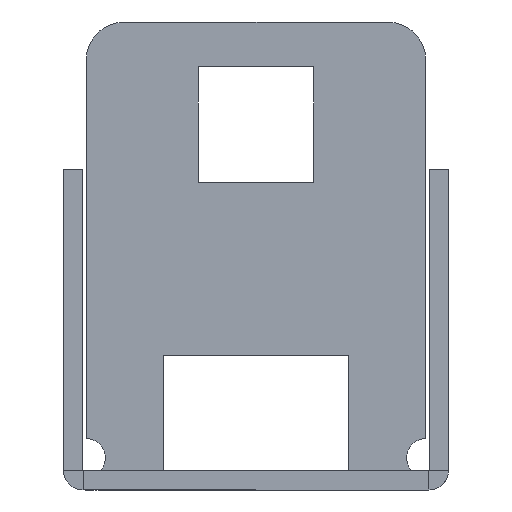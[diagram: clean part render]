
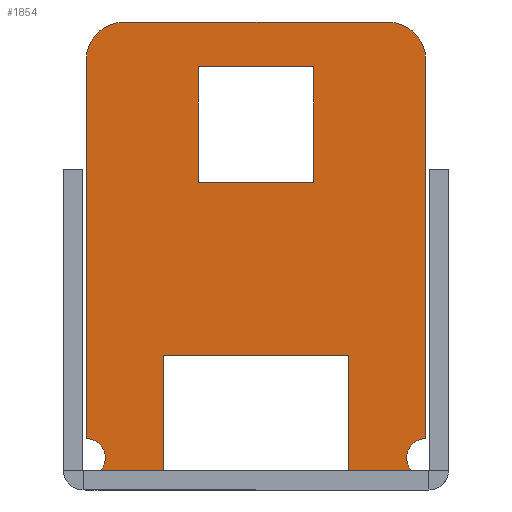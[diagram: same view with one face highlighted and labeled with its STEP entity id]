
A CAD part, left-side view. The second image highlights one B-rep face of the part: STEP entity #1854.
In plain terms, the highlighted planar face has unit normal (-1, 0, 0).
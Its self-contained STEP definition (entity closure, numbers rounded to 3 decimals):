
#640 = EDGE_LOOP ( 'NONE', ( #1112, #1110, #1044, #1086 ) ) ;
#720 = EDGE_LOOP ( 'NONE', ( #1098, #1074, #1061, #1114, #1048, #1046, #1087, #1099, #1075, #1062, #1115, #1113 ) ) ;
#1044 = ORIENTED_EDGE ( 'NONE', *, *, #9107, .T. ) ;
#1046 = ORIENTED_EDGE ( 'NONE', *, *, #9252, .F. ) ;
#1048 = ORIENTED_EDGE ( 'NONE', *, *, #9105, .F. ) ;
#1061 = ORIENTED_EDGE ( 'NONE', *, *, #9109, .F. ) ;
#1062 = ORIENTED_EDGE ( 'NONE', *, *, #9263, .F. ) ;
#1074 = ORIENTED_EDGE ( 'NONE', *, *, #9021, .T. ) ;
#1075 = ORIENTED_EDGE ( 'NONE', *, *, #9093, .F. ) ;
#1086 = ORIENTED_EDGE ( 'NONE', *, *, #9251, .T. ) ;
#1087 = ORIENTED_EDGE ( 'NONE', *, *, #9088, .F. ) ;
#1098 = ORIENTED_EDGE ( 'NONE', *, *, #9103, .F. ) ;
#1099 = ORIENTED_EDGE ( 'NONE', *, *, #9253, .F. ) ;
#1110 = ORIENTED_EDGE ( 'NONE', *, *, #9248, .T. ) ;
#1112 = ORIENTED_EDGE ( 'NONE', *, *, #9249, .T. ) ;
#1113 = ORIENTED_EDGE ( 'NONE', *, *, #9264, .F. ) ;
#1114 = ORIENTED_EDGE ( 'NONE', *, *, #9567, .T. ) ;
#1115 = ORIENTED_EDGE ( 'NONE', *, *, #9098, .F. ) ;
#1152 = DIRECTION ( 'NONE',  ( -1., 0., 0. ) ) ;
#1153 = DIRECTION ( 'NONE',  ( 0., 0., 1. ) ) ;
#1164 = CARTESIAN_POINT ( 'NONE',  ( 221.25, 10.25, 33.5 ) ) ;
#1630 = AXIS2_PLACEMENT_3D ( 'NONE', #1164, #1152, #1153 ) ;
#1668 = AXIS2_PLACEMENT_3D ( 'NONE', #6664, #6641, #6715 ) ;
#1674 = AXIS2_PLACEMENT_3D ( 'NONE', #6681, #6682, #6683 ) ;
#1724 = AXIS2_PLACEMENT_3D ( 'NONE', #8203, #8201, #8200 ) ;
#1854 = ADVANCED_FACE ( 'NONE', ( #3710, #3518 ), #4917, .T. ) ;
#3518 = FACE_OUTER_BOUND ( 'NONE', #720, .T. ) ;
#3710 = FACE_BOUND ( 'NONE', #640, .T. ) ;
#4911 = DIRECTION ( 'NONE',  ( 0., 0., 1. ) ) ;
#4912 = DIRECTION ( 'NONE',  ( -1., 0., 0. ) ) ;
#4917 = PLANE ( 'NONE',  #7771 ) ;
#4918 = CARTESIAN_POINT ( 'NONE',  ( 221.25, 13.25, 1.5 ) ) ;
#5970 = VERTEX_POINT ( 'NONE', #8846 ) ;
#6034 = VERTEX_POINT ( 'NONE', #8808 ) ;
#6076 = VERTEX_POINT ( 'NONE', #8758 ) ;
#6095 = VERTEX_POINT ( 'NONE', #8736 ) ;
#6112 = VERTEX_POINT ( 'NONE', #8716 ) ;
#6115 = VERTEX_POINT ( 'NONE', #8712 ) ;
#6119 = VERTEX_POINT ( 'NONE', #8708 ) ;
#6128 = VERTEX_POINT ( 'NONE', #8698 ) ;
#6147 = VERTEX_POINT ( 'NONE', #8678 ) ;
#6160 = VERTEX_POINT ( 'NONE', #8665 ) ;
#6165 = VERTEX_POINT ( 'NONE', #8658 ) ;
#6166 = VERTEX_POINT ( 'NONE', #8657 ) ;
#6168 = VERTEX_POINT ( 'NONE', #8655 ) ;
#6170 = VERTEX_POINT ( 'NONE', #8653 ) ;
#6180 = VERTEX_POINT ( 'NONE', #8642 ) ;
#6235 = VERTEX_POINT ( 'NONE', #8580 ) ;
#6486 = CARTESIAN_POINT ( 'NONE',  ( 221.25, -13.25, 36.5 ) ) ;
#6544 = DIRECTION ( 'NONE',  ( 0., 0., 1. ) ) ;
#6572 = DIRECTION ( 'NONE',  ( 0., 1., 0. ) ) ;
#6641 = DIRECTION ( 'NONE',  ( -1., 0., 0. ) ) ;
#6642 = CARTESIAN_POINT ( 'NONE',  ( 221.25, -7.25, -15.5 ) ) ;
#6659 = DIRECTION ( 'NONE',  ( 0., -1., 0. ) ) ;
#6664 = CARTESIAN_POINT ( 'NONE',  ( 221.25, -13.25, 2.504 ) ) ;
#6675 = CARTESIAN_POINT ( 'NONE',  ( 221.25, 7.25, -15.5 ) ) ;
#6676 = DIRECTION ( 'NONE',  ( 0., 0., -1. ) ) ;
#6681 = CARTESIAN_POINT ( 'NONE',  ( 221.25, 13.25, 2.504 ) ) ;
#6682 = DIRECTION ( 'NONE',  ( -1., 0., 0. ) ) ;
#6683 = DIRECTION ( 'NONE',  ( 0., 0., 1. ) ) ;
#6684 = DIRECTION ( 'NONE',  ( 0., 0., 1. ) ) ;
#6686 = DIRECTION ( 'NONE',  ( 0., 0., -1. ) ) ;
#6687 = DIRECTION ( 'NONE',  ( 0., -1., 0. ) ) ;
#6691 = CARTESIAN_POINT ( 'NONE',  ( 221.25, 4.5, 33. ) ) ;
#6697 = CARTESIAN_POINT ( 'NONE',  ( 221.25, 4.5, 33. ) ) ;
#6715 = DIRECTION ( 'NONE',  ( 0., 0., -1. ) ) ;
#6974 = CARTESIAN_POINT ( 'NONE',  ( 221.25, -4.5, 33. ) ) ;
#7014 = LINE ( 'NONE', #7970, #7085 ) ;
#7085 = VECTOR ( 'NONE', #7969, 1000. ) ;
#7088 = CIRCLE ( 'NONE', #1724, 3. ) ;
#7115 = VECTOR ( 'NONE', #6659, 1000. ) ;
#7154 = VECTOR ( 'NONE', #6572, 1000. ) ;
#7155 = VECTOR ( 'NONE', #7984, 1000. ) ;
#7203 = LINE ( 'NONE', #7985, #7155 ) ;
#7235 = LINE ( 'NONE', #6486, #7115 ) ;
#7248 = VECTOR ( 'NONE', #7940, 1000. ) ;
#7274 = VECTOR ( 'NONE', #7946, 1000. ) ;
#7340 = LINE ( 'NONE', #7965, #7274 ) ;
#7351 = LINE ( 'NONE', #7942, #7154 ) ;
#7382 = VECTOR ( 'NONE', #7957, 1000. ) ;
#7391 = LINE ( 'NONE', #7958, #7382 ) ;
#7403 = LINE ( 'NONE', #7948, #7248 ) ;
#7462 = VECTOR ( 'NONE', #6544, 1000. ) ;
#7469 = VECTOR ( 'NONE', #6676, 1000. ) ;
#7485 = CIRCLE ( 'NONE', #1668, 1.5 ) ;
#7558 = LINE ( 'NONE', #6691, #7667 ) ;
#7579 = VECTOR ( 'NONE', #6686, 1000. ) ;
#7580 = LINE ( 'NONE', #6974, #7579 ) ;
#7611 = LINE ( 'NONE', #6697, #7653 ) ;
#7622 = LINE ( 'NONE', #6675, #7469 ) ;
#7653 = VECTOR ( 'NONE', #6684, 1000. ) ;
#7657 = LINE ( 'NONE', #6642, #7462 ) ;
#7663 = CIRCLE ( 'NONE', #1674, 1.5 ) ;
#7667 = VECTOR ( 'NONE', #6687, 1000. ) ;
#7771 = AXIS2_PLACEMENT_3D ( 'NONE', #4918, #4912, #4911 ) ;
#7940 = DIRECTION ( 'NONE',  ( 0., 0., 1. ) ) ;
#7942 = CARTESIAN_POINT ( 'NONE',  ( 221.25, 4.5, 24. ) ) ;
#7946 = DIRECTION ( 'NONE',  ( 0., 0., -1. ) ) ;
#7948 = CARTESIAN_POINT ( 'NONE',  ( 221.25, 13.25, 36.5 ) ) ;
#7957 = DIRECTION ( 'NONE',  ( 0., 1., 0. ) ) ;
#7958 = CARTESIAN_POINT ( 'NONE',  ( 221.25, -13.25, 1.51 ) ) ;
#7965 = CARTESIAN_POINT ( 'NONE',  ( 221.25, -13.25, 1.5 ) ) ;
#7969 = DIRECTION ( 'NONE',  ( 0., 1., 0. ) ) ;
#7970 = CARTESIAN_POINT ( 'NONE',  ( 221.25, 7.25, 10.5 ) ) ;
#7984 = DIRECTION ( 'NONE',  ( 0., 1., 0. ) ) ;
#7985 = CARTESIAN_POINT ( 'NONE',  ( 221.25, -13.25, 1.51 ) ) ;
#8200 = DIRECTION ( 'NONE',  ( 0., 0., 1. ) ) ;
#8201 = DIRECTION ( 'NONE',  ( -1., 0., 0. ) ) ;
#8203 = CARTESIAN_POINT ( 'NONE',  ( 221.25, -10.25, 33.5 ) ) ;
#8580 = CARTESIAN_POINT ( 'NONE',  ( 221.25, 10.25, 36.5 ) ) ;
#8642 = CARTESIAN_POINT ( 'NONE',  ( 221.25, -10.25, 36.5 ) ) ;
#8653 = CARTESIAN_POINT ( 'NONE',  ( 221.25, 4.5, 33. ) ) ;
#8655 = CARTESIAN_POINT ( 'NONE',  ( 221.25, -4.5, 24. ) ) ;
#8657 = CARTESIAN_POINT ( 'NONE',  ( 221.25, -7.25, 1.51 ) ) ;
#8658 = CARTESIAN_POINT ( 'NONE',  ( 221.25, -13.25, 4.004 ) ) ;
#8665 = CARTESIAN_POINT ( 'NONE',  ( 221.25, 13.25, 33.5 ) ) ;
#8678 = CARTESIAN_POINT ( 'NONE',  ( 221.25, -13.25, 33.5 ) ) ;
#8698 = CARTESIAN_POINT ( 'NONE',  ( 221.25, 7.25, 1.51 ) ) ;
#8708 = CARTESIAN_POINT ( 'NONE',  ( 221.25, 12.127, 1.51 ) ) ;
#8712 = CARTESIAN_POINT ( 'NONE',  ( 221.25, -12.127, 1.51 ) ) ;
#8716 = CARTESIAN_POINT ( 'NONE',  ( 221.25, 13.25, 4.004 ) ) ;
#8736 = CARTESIAN_POINT ( 'NONE',  ( 221.25, -7.25, 10.5 ) ) ;
#8758 = CARTESIAN_POINT ( 'NONE',  ( 221.25, 7.25, 10.5 ) ) ;
#8808 = CARTESIAN_POINT ( 'NONE',  ( 221.25, -4.5, 33. ) ) ;
#8846 = CARTESIAN_POINT ( 'NONE',  ( 221.25, 4.5, 24. ) ) ;
#9021 = EDGE_CURVE ( 'NONE', #6147, #6180, #7088, .T. ) ;
#9088 = EDGE_CURVE ( 'NONE', #6128, #6119, #7203, .T. ) ;
#9093 = EDGE_CURVE ( 'NONE', #6095, #6076, #7014, .T. ) ;
#9098 = EDGE_CURVE ( 'NONE', #6115, #6166, #7391, .T. ) ;
#9103 = EDGE_CURVE ( 'NONE', #6147, #6165, #7340, .T. ) ;
#9105 = EDGE_CURVE ( 'NONE', #6112, #6160, #7403, .T. ) ;
#9107 = EDGE_CURVE ( 'NONE', #6168, #5970, #7351, .T. ) ;
#9109 = EDGE_CURVE ( 'NONE', #6235, #6180, #7235, .T. ) ;
#9248 = EDGE_CURVE ( 'NONE', #6034, #6168, #7580, .T. ) ;
#9249 = EDGE_CURVE ( 'NONE', #6170, #6034, #7558, .T. ) ;
#9251 = EDGE_CURVE ( 'NONE', #5970, #6170, #7611, .T. ) ;
#9252 = EDGE_CURVE ( 'NONE', #6119, #6112, #7663, .T. ) ;
#9253 = EDGE_CURVE ( 'NONE', #6076, #6128, #7622, .T. ) ;
#9263 = EDGE_CURVE ( 'NONE', #6166, #6095, #7657, .T. ) ;
#9264 = EDGE_CURVE ( 'NONE', #6165, #6115, #7485, .T. ) ;
#9290 = CIRCLE ( 'NONE', #1630, 3. ) ;
#9567 = EDGE_CURVE ( 'NONE', #6235, #6160, #9290, .T. ) ;
